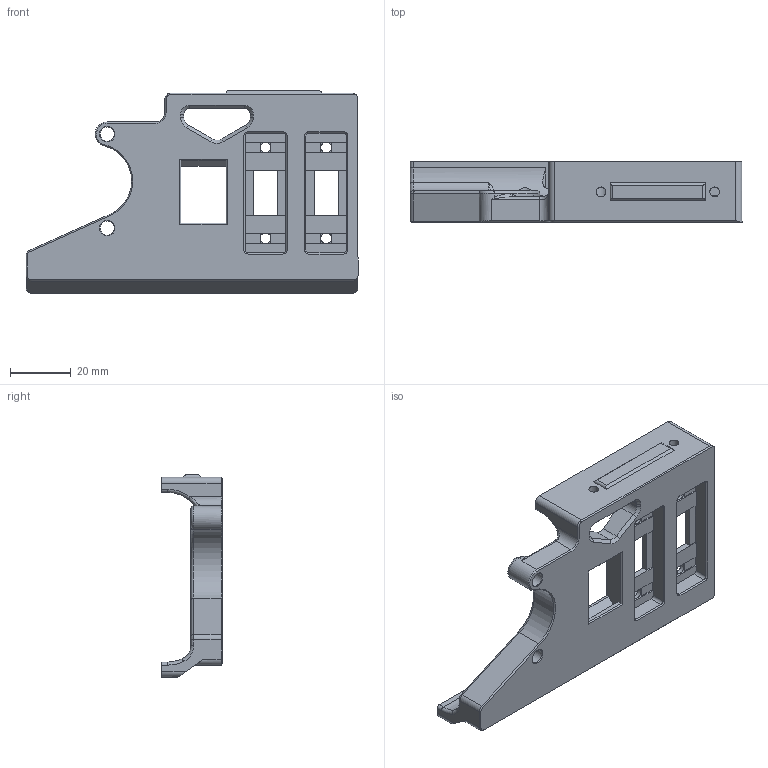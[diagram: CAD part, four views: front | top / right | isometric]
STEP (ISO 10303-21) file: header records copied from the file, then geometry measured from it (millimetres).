
FILE_DESCRIPTION(/* description */ (''),/* implementation_level */ '2;1');
FILE_NAME(/* name */ 'v2-150mm-panel-mount-usb v3.step',/* time_stamp */ '2022-11-02T20:17:30+08:00',/* author */ (''),/* organization */ (''),/* preprocessor_version */ 'ST-DEVELOPER v19.2',/* originating_system */ 'Autodesk Translation Framework v11.17.0.187',/* authorisation */ '');
FILE_SCHEMA (('AUTOMOTIVE_DESIGN { 1 0 10303 214 3 1 1 }'));
Length unit declared in the file: millimetre
Products named in the file (2): v2-150mm-panel-mount-usb; no cam ports
Assembly tree (1 placements, depth 2):
  v2-150mm-panel-mount-usb
    no cam ports
Bounding box: 109.5 x 20 x 66.8 mm (x, y, z)
Volume: 39543.7 mm3; surface area: 20031.8 mm2
Topology: 1 solids, 1 shells, 295 faces, 798 edges, 498 vertices
Faces by surface type: plane 164, cylinder 83, cone 19, bspline 17, torus 12
Full cylindrical faces by diameter (mm): 3.2 x2, 3.5 x4, 4.7 x3, 6 x2
Entity records: 10246 total; most frequent: CARTESIAN_POINT 2785, ORIENTED_EDGE 1586, DIRECTION 1508, EDGE_CURVE 793, AXIS2_PLACEMENT_3D 504, LINE 500, VECTOR 500, VERTEX_POINT 498
